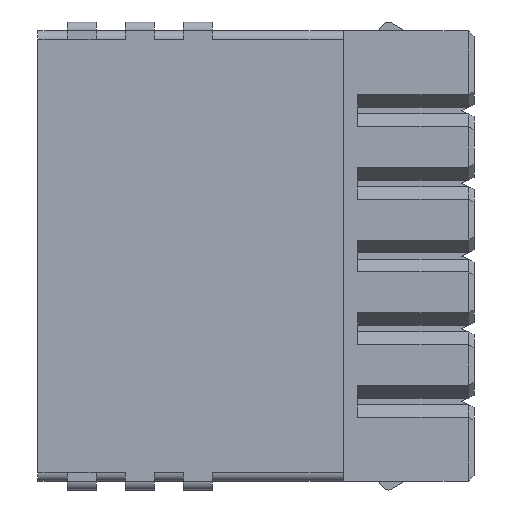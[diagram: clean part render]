
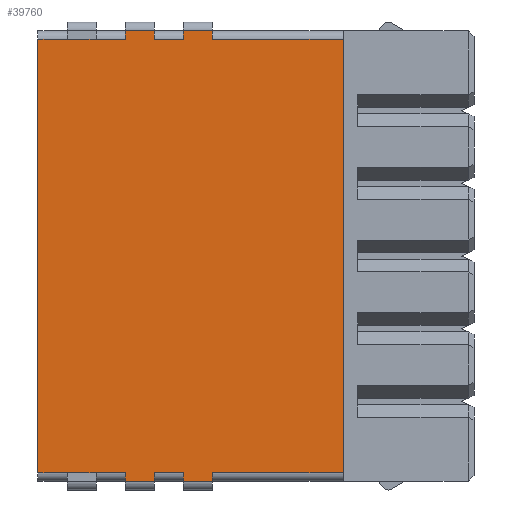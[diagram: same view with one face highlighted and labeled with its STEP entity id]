
A CAD part, front view. The second image highlights one B-rep face of the part: STEP entity #39760.
In plain terms, the highlighted planar face has unit normal (0, -1, 0).
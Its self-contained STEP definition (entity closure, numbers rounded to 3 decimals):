
#1000=CARTESIAN_POINT('',(-10.539,-17.222,8.05));
#1010=VERTEX_POINT('',#1000);
#1040=CARTESIAN_POINT('',(-10.539,-17.222,0.));
#1050=DIRECTION('',(0.,0.,1.));
#1060=VECTOR('',#1050,1.);
#1070=LINE('',#1040,#1060);
#1080=CARTESIAN_POINT('',(-10.539,-17.222,7.75));
#1090=VERTEX_POINT('',#1080);
#1100=EDGE_CURVE('',#1090,#1010,#1070,.T.);
#2700=CARTESIAN_POINT('',(-12.539,-17.222,7.75));
#2710=VERTEX_POINT('',#2700);
#4040=CARTESIAN_POINT('',(-11.539,-17.222,7.75));
#4050=VERTEX_POINT('',#4040);
#5230=CARTESIAN_POINT('',(0.,-17.222,7.75));
#5240=DIRECTION('',(-1.,0.,0.));
#5250=VECTOR('',#5240,1.);
#5260=LINE('',#5230,#5250);
#5270=CARTESIAN_POINT('',(-13.539,-17.222,7.75));
#5280=VERTEX_POINT('',#5270);
#5290=EDGE_CURVE('',#2710,#5280,#5260,.T.);
#5880=CARTESIAN_POINT('',(0.,-17.222,7.75));
#5890=DIRECTION('',(1.,0.,0.));
#5900=VECTOR('',#5890,1.);
#5910=LINE('',#5880,#5900);
#5920=EDGE_CURVE('',#2710,#4050,#5910,.T.);
#6330=EDGE_CURVE('',#4050,#1090,#5910,.T.);
#7550=CARTESIAN_POINT('',(-9.539,-17.222,8.05));
#7560=VERTEX_POINT('',#7550);
#7590=CARTESIAN_POINT('',(0.,-17.222,8.05));
#7600=DIRECTION('',(-1.,0.,0.));
#7610=VECTOR('',#7600,1.);
#7620=LINE('',#7590,#7610);
#7630=EDGE_CURVE('',#7560,#1010,#7620,.T.);
#8430=CARTESIAN_POINT('',(-8.539,-17.222,8.05));
#8440=VERTEX_POINT('',#8430);
#8470=CARTESIAN_POINT('',(-8.539,-17.222,0.));
#8480=DIRECTION('',(0.,0.,1.));
#8490=VECTOR('',#8480,1.);
#8500=LINE('',#8470,#8490);
#8510=CARTESIAN_POINT('',(-8.539,-17.222,7.75));
#8520=VERTEX_POINT('',#8510);
#8530=EDGE_CURVE('',#8520,#8440,#8500,.T.);
#11070=CARTESIAN_POINT('',(-7.539,-17.222,7.75));
#11080=VERTEX_POINT('',#11070);
#11110=CARTESIAN_POINT('',(-7.539,-17.222,0.));
#11120=DIRECTION('',(0.,0.,-1.));
#11130=VECTOR('',#11120,1.);
#11140=LINE('',#11110,#11130);
#11150=CARTESIAN_POINT('',(-7.539,-17.222,8.05));
#11160=VERTEX_POINT('',#11150);
#11170=EDGE_CURVE('',#11160,#11080,#11140,.T.);
#11520=CARTESIAN_POINT('',(0.,-17.222,8.05));
#11530=DIRECTION('',(-1.,0.,0.));
#11540=VECTOR('',#11530,1.);
#11550=LINE('',#11520,#11540);
#11560=EDGE_CURVE('',#11160,#8440,#11550,.T.);
#15070=CARTESIAN_POINT('',(-9.539,-17.222,7.75));
#15080=VERTEX_POINT('',#15070);
#15110=CARTESIAN_POINT('',(-9.539,-17.222,0.));
#15120=DIRECTION('',(0.,0.,-1.));
#15130=VECTOR('',#15120,1.);
#15140=LINE('',#15110,#15130);
#15150=EDGE_CURVE('',#7560,#15080,#15140,.T.);
#15380=CARTESIAN_POINT('',(0.,-17.222,7.75));
#15390=DIRECTION('',(1.,0.,0.));
#15400=VECTOR('',#15390,1.);
#15410=LINE('',#15380,#15400);
#15420=EDGE_CURVE('',#15080,#8520,#15410,.T.);
#27810=CARTESIAN_POINT('',(-13.539,-17.222,-7.15));
#27820=VERTEX_POINT('',#27810);
#28210=CARTESIAN_POINT('',(-13.539,-17.222,0.));
#28220=DIRECTION('',(0.,0.,1.));
#28230=VECTOR('',#28220,1.);
#28240=LINE('',#28210,#28230);
#28250=EDGE_CURVE('',#27820,#5280,#28240,.T.);
#31750=CARTESIAN_POINT('',(-3.039,-17.222,-7.15));
#31760=VERTEX_POINT('',#31750);
#31790=CARTESIAN_POINT('',(-3.039,-17.222,3.834));
#31800=DIRECTION('',(0.,0.,1.));
#31810=VECTOR('',#31800,1.);
#31820=LINE('',#31790,#31810);
#31830=CARTESIAN_POINT('',(-3.039,-17.222,7.75));
#31840=VERTEX_POINT('',#31830);
#31850=EDGE_CURVE('',#31760,#31840,#31820,.T.);
#35810=CARTESIAN_POINT('',(-3.539,-17.222,7.75));
#35820=DIRECTION('',(1.,0.,0.));
#35830=VECTOR('',#35820,1.);
#35840=LINE('',#35810,#35830);
#35850=EDGE_CURVE('',#11080,#31840,#35840,.T.);
#38780=CARTESIAN_POINT('',(-8.201,-17.222,5.496
));
#38790=DIRECTION('',(0.,-1.,0.));
#38800=DIRECTION('',(1.,0.,0.));
#38810=AXIS2_PLACEMENT_3D('',#38780,#38790,#38800);
#38820=PLANE('',#38810);
#38830=ORIENTED_EDGE('',*,*,#31850,.T.);
#38840=CARTESIAN_POINT('',(-3.539,-17.222,-7.15));
#38850=DIRECTION('',(1.,0.,0.));
#38860=VECTOR('',#38850,1.);
#38870=LINE('',#38840,#38860);
#38880=CARTESIAN_POINT('',(-7.539,-17.222,-7.15));
#38890=VERTEX_POINT('',#38880);
#38900=EDGE_CURVE('',#38890,#31760,#38870,.T.);
#38910=ORIENTED_EDGE('',*,*,#38900,.T.);
#38920=CARTESIAN_POINT('',(-7.539,-17.222,-7.5));
#38930=DIRECTION('',(0.,0.,-1.));
#38940=VECTOR('',#38930,1.);
#38950=LINE('',#38920,#38940);
#38960=CARTESIAN_POINT('',(-7.539,-17.222,-7.45));
#38970=VERTEX_POINT('',#38960);
#38980=EDGE_CURVE('',#38890,#38970,#38950,.T.);
#38990=ORIENTED_EDGE('',*,*,#38980,.F.);
#39000=CARTESIAN_POINT('',(0.,-17.222,-7.45));
#39010=DIRECTION('',(1.,0.,0.));
#39020=VECTOR('',#39010,1.);
#39030=LINE('',#39000,#39020);
#39040=CARTESIAN_POINT('',(-8.539,-17.222,-7.45));
#39050=VERTEX_POINT('',#39040);
#39060=EDGE_CURVE('',#39050,#38970,#39030,.T.);
#39070=ORIENTED_EDGE('',*,*,#39060,.T.);
#39080=CARTESIAN_POINT('',(-8.539,-17.222,-7.5));
#39090=DIRECTION('',(0.,0.,1.));
#39100=VECTOR('',#39090,1.);
#39110=LINE('',#39080,#39100);
#39120=CARTESIAN_POINT('',(-8.539,-17.222,-7.15));
#39130=VERTEX_POINT('',#39120);
#39140=EDGE_CURVE('',#39050,#39130,#39110,.T.);
#39150=ORIENTED_EDGE('',*,*,#39140,.F.);
#39160=CARTESIAN_POINT('',(0.,-17.222,-7.15));
#39170=DIRECTION('',(1.,0.,0.));
#39180=VECTOR('',#39170,1.);
#39190=LINE('',#39160,#39180);
#39200=CARTESIAN_POINT('',(-9.539,-17.222,-7.15));
#39210=VERTEX_POINT('',#39200);
#39220=EDGE_CURVE('',#39210,#39130,#39190,.T.);
#39230=ORIENTED_EDGE('',*,*,#39220,.T.);
#39240=CARTESIAN_POINT('',(-9.539,-17.222,-7.5));
#39250=DIRECTION('',(0.,0.,-1.));
#39260=VECTOR('',#39250,1.);
#39270=LINE('',#39240,#39260);
#39280=CARTESIAN_POINT('',(-9.539,-17.222,-7.45));
#39290=VERTEX_POINT('',#39280);
#39300=EDGE_CURVE('',#39210,#39290,#39270,.T.);
#39310=ORIENTED_EDGE('',*,*,#39300,.F.);
#39320=CARTESIAN_POINT('',(0.,-17.222,-7.45));
#39330=DIRECTION('',(1.,0.,0.));
#39340=VECTOR('',#39330,1.);
#39350=LINE('',#39320,#39340);
#39360=CARTESIAN_POINT('',(-10.539,-17.222,-7.45));
#39370=VERTEX_POINT('',#39360);
#39380=EDGE_CURVE('',#39370,#39290,#39350,.T.);
#39390=ORIENTED_EDGE('',*,*,#39380,.T.);
#39400=CARTESIAN_POINT('',(-10.539,-17.222,-7.5));
#39410=DIRECTION('',(0.,0.,1.));
#39420=VECTOR('',#39410,1.);
#39430=LINE('',#39400,#39420);
#39440=CARTESIAN_POINT('',(-10.539,-17.222,-7.15));
#39450=VERTEX_POINT('',#39440);
#39460=EDGE_CURVE('',#39370,#39450,#39430,.T.);
#39470=ORIENTED_EDGE('',*,*,#39460,.F.);
#39480=CARTESIAN_POINT('',(-11.539,-17.222,-7.15));
#39490=VERTEX_POINT('',#39480);
#39500=EDGE_CURVE('',#39490,#39450,#39190,.T.);
#39510=ORIENTED_EDGE('',*,*,#39500,.T.);
#39520=CARTESIAN_POINT('',(-12.539,-17.222,-7.15));
#39530=VERTEX_POINT('',#39520);
#39540=EDGE_CURVE('',#39530,#39490,#39190,.T.);
#39550=ORIENTED_EDGE('',*,*,#39540,.T.);
#39560=CARTESIAN_POINT('',(0.,-17.222,-7.15));
#39570=DIRECTION('',(1.,0.,0.));
#39580=VECTOR('',#39570,1.);
#39590=LINE('',#39560,#39580);
#39600=EDGE_CURVE('',#27820,#39530,#39590,.T.);
#39610=ORIENTED_EDGE('',*,*,#39600,.T.);
#39620=ORIENTED_EDGE('',*,*,#28250,.F.);
#39630=ORIENTED_EDGE('',*,*,#5290,.T.);
#39640=ORIENTED_EDGE('',*,*,#5920,.F.);
#39650=ORIENTED_EDGE('',*,*,#6330,.F.);
#39660=ORIENTED_EDGE('',*,*,#1100,.F.);
#39670=ORIENTED_EDGE('',*,*,#7630,.T.);
#39680=ORIENTED_EDGE('',*,*,#15150,.F.);
#39690=ORIENTED_EDGE('',*,*,#15420,.F.);
#39700=ORIENTED_EDGE('',*,*,#8530,.F.);
#39710=ORIENTED_EDGE('',*,*,#11560,.T.);
#39720=ORIENTED_EDGE('',*,*,#11170,.F.);
#39730=ORIENTED_EDGE('',*,*,#35850,.F.);
#39740=EDGE_LOOP('',(#39730,#39720,#39710,#39700,#39690,#39680,#39670,
#39660,#39650,#39640,#39630,#39620,#39610,#39550,#39510,#39470,#39390,
#39310,#39230,#39150,#39070,#38990,#38910,#38830));
#39750=FACE_OUTER_BOUND('',#39740,.T.);
#39760=ADVANCED_FACE('',(#39750),#38820,.T.);
